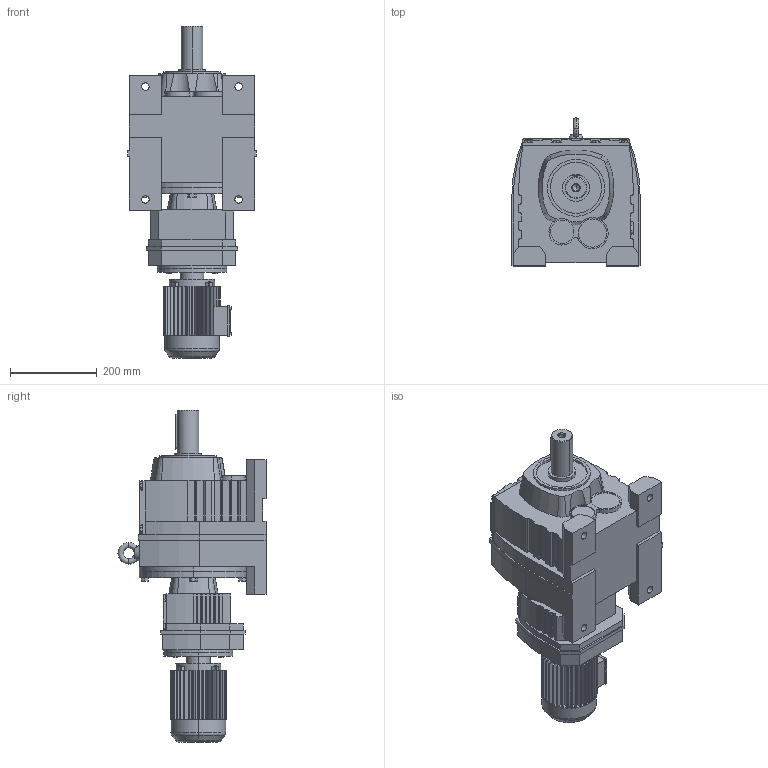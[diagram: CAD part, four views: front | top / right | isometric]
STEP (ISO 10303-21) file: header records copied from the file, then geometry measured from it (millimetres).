
FILE_DESCRIPTION(('Open CASCADE Model'),'2;1');
FILE_NAME('Open CASCADE Shape Model','2019-08-21T18:04:56',('Author'),( 'Open CASCADE'),'Open CASCADE STEP processor 6.3','Open CASCADE 6.3' ,'Unknown');
FILE_SCHEMA(('AUTOMOTIVE_DESIGN_CC2 { 1 2 10303 214 -1 1 5 4 }'));
Length unit declared in the file: millimetre
Products named in the file (4): 1_R87R57-Y63M; R37‵167_87.step; 萇儂_160_Y63M.step; R_87_57.step
Assembly tree (3 placements, depth 2):
  1_R87R57-Y63M
    R37‵167_87.step
    萇儂_160_Y63M.step
    R_87_57.step
Bounding box: 297 x 341.5 x 766 mm (x, y, z)
Volume: 25851777.2 mm3; surface area: 1051032.4 mm2
Topology: 3 solids, 3 shells, 994 faces, 2662 edges, 1731 vertices
Faces by surface type: plane 721, cylinder 235, cone 28, torus 10
Entity records: 68895 total; most frequent: CARTESIAN_POINT 17725, DIRECTION 8982, ORIENTED_EDGE 5320, PCURVE 5320, DEFINITIONAL_REPRESENTATION 5320, LINE 5281, VECTOR 5281, EDGE_CURVE 2660
